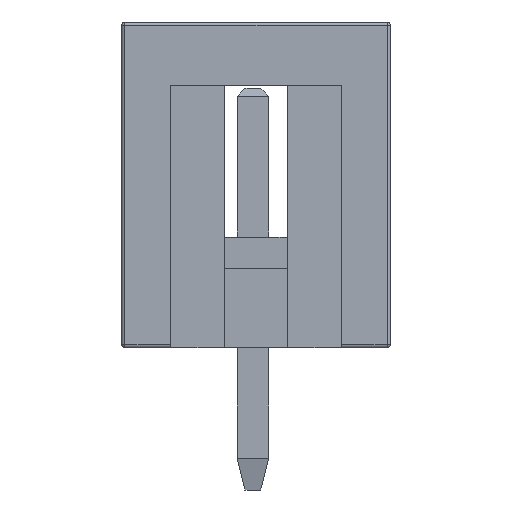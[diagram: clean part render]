
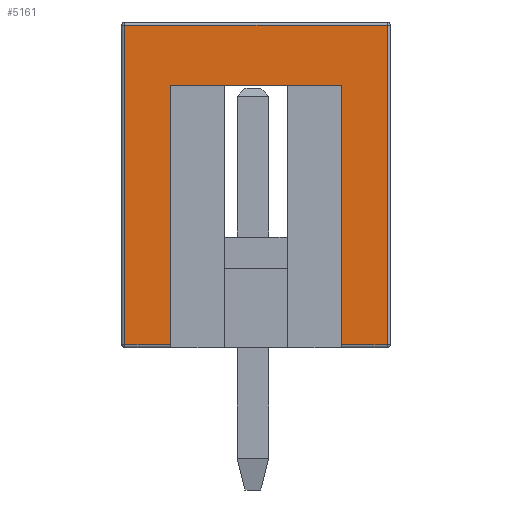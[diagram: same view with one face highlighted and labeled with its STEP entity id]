
A CAD part, left-side view. The second image highlights one B-rep face of the part: STEP entity #5161.
In plain terms, the highlighted planar face has unit normal (-1, 0, 0).
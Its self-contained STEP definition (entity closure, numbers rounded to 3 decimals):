
#2292 = VERTEX_POINT('',#2293);
#2293 = CARTESIAN_POINT('',(-2.8,-4.25,0.1));
#2300 = EDGE_CURVE('',#2292,#2301,#2303,.T.);
#2301 = VERTEX_POINT('',#2302);
#2302 = CARTESIAN_POINT('',(-2.8,-4.25,10.2));
#2303 = LINE('',#2304,#2305);
#2304 = CARTESIAN_POINT('',(-2.8,-4.25,0.));
#2305 = VECTOR('',#2306,1.);
#2306 = DIRECTION('',(0.,0.,1.));
#5161 = ADVANCED_FACE('',(#5162),#5219,.F.);
#5162 = FACE_BOUND('',#5163,.F.);
#5163 = EDGE_LOOP('',(#5164,#5165,#5173,#5181,#5189,#5197,#5205,#5213));
#5164 = ORIENTED_EDGE('',*,*,#2300,.F.);
#5165 = ORIENTED_EDGE('',*,*,#5166,.F.);
#5166 = EDGE_CURVE('',#5167,#2292,#5169,.T.);
#5167 = VERTEX_POINT('',#5168);
#5168 = CARTESIAN_POINT('',(-2.8,-2.8,0.1));
#5169 = LINE('',#5170,#5171);
#5170 = CARTESIAN_POINT('',(-2.8,4.15,0.1));
#5171 = VECTOR('',#5172,1.);
#5172 = DIRECTION('',(0.,-1.,0.));
#5173 = ORIENTED_EDGE('',*,*,#5174,.F.);
#5174 = EDGE_CURVE('',#5175,#5167,#5177,.T.);
#5175 = VERTEX_POINT('',#5176);
#5176 = CARTESIAN_POINT('',(-2.8,-2.8,8.3));
#5177 = LINE('',#5178,#5179);
#5178 = CARTESIAN_POINT('',(-2.8,-2.8,4.15));
#5179 = VECTOR('',#5180,1.);
#5180 = DIRECTION('',(0.,0.,-1.));
#5181 = ORIENTED_EDGE('',*,*,#5182,.F.);
#5182 = EDGE_CURVE('',#5183,#5175,#5185,.T.);
#5183 = VERTEX_POINT('',#5184);
#5184 = CARTESIAN_POINT('',(-2.8,2.6,8.3));
#5185 = LINE('',#5186,#5187);
#5186 = CARTESIAN_POINT('',(-2.8,2.025,8.3));
#5187 = VECTOR('',#5188,1.);
#5188 = DIRECTION('',(0.,-1.,0.));
#5189 = ORIENTED_EDGE('',*,*,#5190,.F.);
#5190 = EDGE_CURVE('',#5191,#5183,#5193,.T.);
#5191 = VERTEX_POINT('',#5192);
#5192 = CARTESIAN_POINT('',(-2.8,2.6,0.1));
#5193 = LINE('',#5194,#5195);
#5194 = CARTESIAN_POINT('',(-2.8,2.6,-4.15));
#5195 = VECTOR('',#5196,1.);
#5196 = DIRECTION('',(0.,0.,1.));
#5197 = ORIENTED_EDGE('',*,*,#5198,.F.);
#5198 = EDGE_CURVE('',#5199,#5191,#5201,.T.);
#5199 = VERTEX_POINT('',#5200);
#5200 = CARTESIAN_POINT('',(-2.8,4.05,0.1));
#5201 = LINE('',#5202,#5203);
#5202 = CARTESIAN_POINT('',(-2.8,4.15,0.1));
#5203 = VECTOR('',#5204,1.);
#5204 = DIRECTION('',(0.,-1.,0.));
#5205 = ORIENTED_EDGE('',*,*,#5206,.T.);
#5206 = EDGE_CURVE('',#5199,#5207,#5209,.T.);
#5207 = VERTEX_POINT('',#5208);
#5208 = CARTESIAN_POINT('',(-2.8,4.05,10.2));
#5209 = LINE('',#5210,#5211);
#5210 = CARTESIAN_POINT('',(-2.8,4.05,0.));
#5211 = VECTOR('',#5212,1.);
#5212 = DIRECTION('',(0.,0.,1.));
#5213 = ORIENTED_EDGE('',*,*,#5214,.T.);
#5214 = EDGE_CURVE('',#5207,#2301,#5215,.T.);
#5215 = LINE('',#5216,#5217);
#5216 = CARTESIAN_POINT('',(-2.8,4.15,10.2));
#5217 = VECTOR('',#5218,1.);
#5218 = DIRECTION('',(0.,-1.,0.));
#5219 = PLANE('',#5220);
#5220 = AXIS2_PLACEMENT_3D('',#5221,#5222,#5223);
#5221 = CARTESIAN_POINT('',(-2.8,4.15,0.));
#5222 = DIRECTION('',(1.,0.,0.));
#5223 = DIRECTION('',(0.,-1.,0.));
